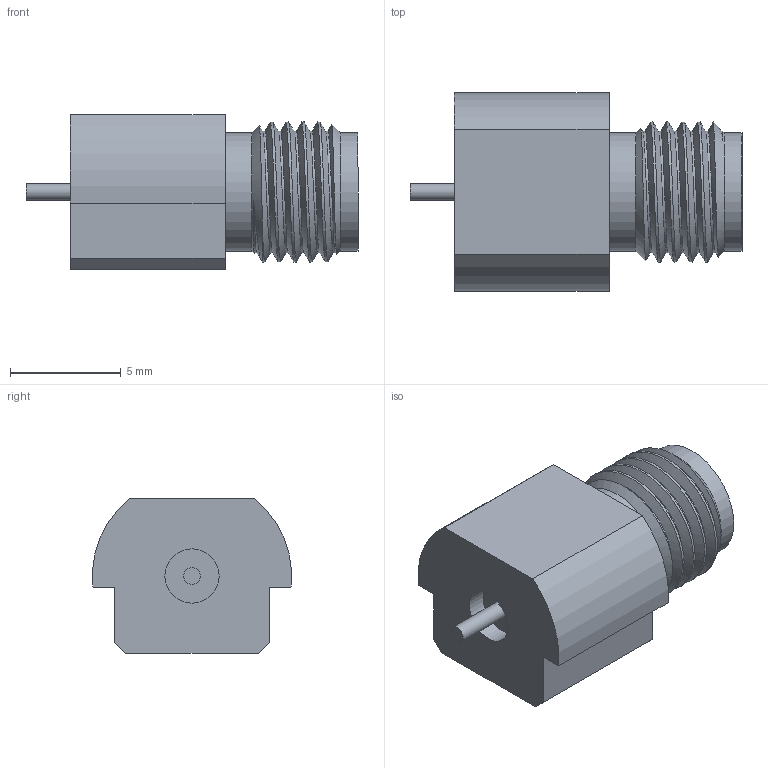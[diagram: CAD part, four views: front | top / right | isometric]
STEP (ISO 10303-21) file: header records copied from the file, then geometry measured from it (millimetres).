
FILE_DESCRIPTION(/* description */ ('Unknown'),/* implementation_level */ '2;1');
FILE_NAME(/* name */ '60312202114307',/* time_stamp */ '2026-04-02T11:53:33+02:00',/* author */ ('Unknown'),/* organization */ ('Unknown'),/* preprocessor_version */ 'ST-DEVELOPER v20',/* originating_system */ 'Solid Edge',/* authorisation */ 'Unknown');
FILE_SCHEMA (('AUTOMOTIVE_DESIGN {1 0 10303 214 3 1 1}'));
Length unit declared in the file: millimetre
Products named in the file (1): 60312202114307
Bounding box: 15 x 8.99 x 7 mm (x, y, z)
Volume: 490.3 mm3; surface area: 523.3 mm2
Topology: 1 solids, 3 shells, 49 faces, 114 edges, 74 vertices
Faces by surface type: plane 23, cylinder 19, torus 3, bspline 2, cone 2
Full cylindrical faces by diameter (mm): 0.76 x1, 1 x1, 1.27 x1, 2.45 x1, 4.03 x1, 4.1 x1, 4.95 x1, 5.35 x2
Entity records: 2308 total; most frequent: CARTESIAN_POINT 896, DIRECTION 232, ORIENTED_EDGE 186, AXIS2_PLACEMENT_3D 99, EDGE_CURVE 93, EDGE_LOOP 70, FACE_BOUND 70, VERTEX_POINT 67
